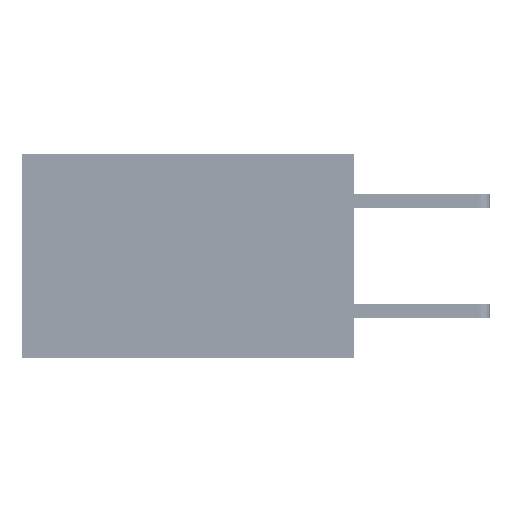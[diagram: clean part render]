
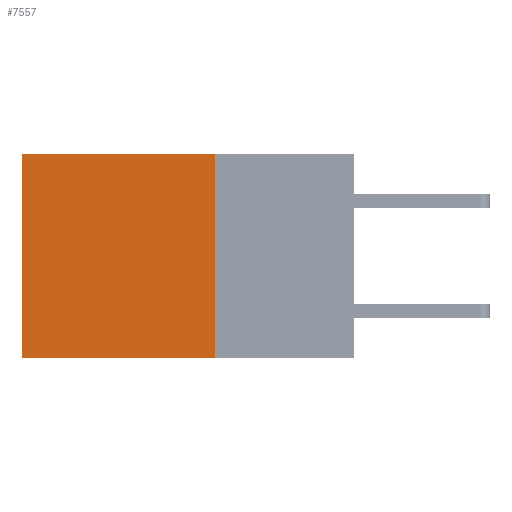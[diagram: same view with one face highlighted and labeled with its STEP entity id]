
A CAD part, left-side view. The second image highlights one B-rep face of the part: STEP entity #7557.
In plain terms, the highlighted planar face has unit normal (-1, 0, 0).
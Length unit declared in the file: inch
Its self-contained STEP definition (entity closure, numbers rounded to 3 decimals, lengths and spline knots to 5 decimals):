
#434 = DIRECTION ( 'NONE',  ( 0., 0., -1. ) ) ;
#491 = ORIENTED_EDGE ( 'NONE', *, *, #22954, .T. ) ;
#1675 = DIRECTION ( 'NONE',  ( 0., 1., 0. ) ) ;
#2979 = CARTESIAN_POINT ( 'NONE',  ( 0.2875, 0.25, 0. ) ) ;
#3272 = CARTESIAN_POINT ( 'NONE',  ( 0.2875, 0.6, 0. ) ) ;
#6637 = FACE_OUTER_BOUND ( 'NONE', #9665, .T. ) ;
#7557 = ADVANCED_FACE ( 'NONE', ( #6637 ), #19537, .F. ) ;
#8659 = VERTEX_POINT ( 'NONE', #19966 ) ;
#9665 = EDGE_LOOP ( 'NONE', ( #33432, #37192, #36308, #491 ) ) ;
#10339 = DIRECTION ( 'NONE',  ( 1., 0., 0. ) ) ;
#10862 = VECTOR ( 'NONE', #33082, 39.37008 ) ;
#11422 = VECTOR ( 'NONE', #434, 39.37008 ) ;
#13105 = LINE ( 'NONE', #23408, #39207 ) ;
#13463 = CARTESIAN_POINT ( 'NONE',  ( 0.2875, 0.25, 0. ) ) ;
#13685 = VERTEX_POINT ( 'NONE', #33630 ) ;
#15536 = CARTESIAN_POINT ( 'NONE',  ( 0.2875, 0.6, -0.37 ) ) ;
#19060 = VECTOR ( 'NONE', #24337, 39.37008 ) ;
#19537 = PLANE ( 'NONE',  #39965 ) ;
#19966 = CARTESIAN_POINT ( 'NONE',  ( 0.2875, 0.6, 0. ) ) ;
#20506 = VERTEX_POINT ( 'NONE', #15536 ) ;
#21967 = EDGE_CURVE ( 'NONE', #8659, #20506, #32693, .T. ) ;
#22954 = EDGE_CURVE ( 'NONE', #13685, #8659, #32600, .T. ) ;
#23408 = CARTESIAN_POINT ( 'NONE',  ( 0.2875, 0.25, -0.37 ) ) ;
#23882 = CARTESIAN_POINT ( 'NONE',  ( 0.2875, 0.25, 0. ) ) ;
#24337 = DIRECTION ( 'NONE',  ( 0., 0., -1. ) ) ;
#25629 = EDGE_CURVE ( 'NONE', #30575, #20506, #13105, .T. ) ;
#27079 = EDGE_CURVE ( 'NONE', #13685, #30575, #34049, .T. ) ;
#30575 = VERTEX_POINT ( 'NONE', #38032 ) ;
#32600 = LINE ( 'NONE', #23882, #10862 ) ;
#32693 = LINE ( 'NONE', #3272, #11422 ) ;
#33082 = DIRECTION ( 'NONE',  ( 0., 1., 0. ) ) ;
#33432 = ORIENTED_EDGE ( 'NONE', *, *, #21967, .T. ) ;
#33630 = CARTESIAN_POINT ( 'NONE',  ( 0.2875, 0.25, 0. ) ) ;
#34049 = LINE ( 'NONE', #2979, #19060 ) ;
#35069 = DIRECTION ( 'NONE',  ( 0., 0., -1. ) ) ;
#36308 = ORIENTED_EDGE ( 'NONE', *, *, #27079, .F. ) ;
#37192 = ORIENTED_EDGE ( 'NONE', *, *, #25629, .F. ) ;
#38032 = CARTESIAN_POINT ( 'NONE',  ( 0.2875, 0.25, -0.37 ) ) ;
#39207 = VECTOR ( 'NONE', #1675, 39.37008 ) ;
#39965 = AXIS2_PLACEMENT_3D ( 'NONE', #13463, #10339, #35069 ) ;
